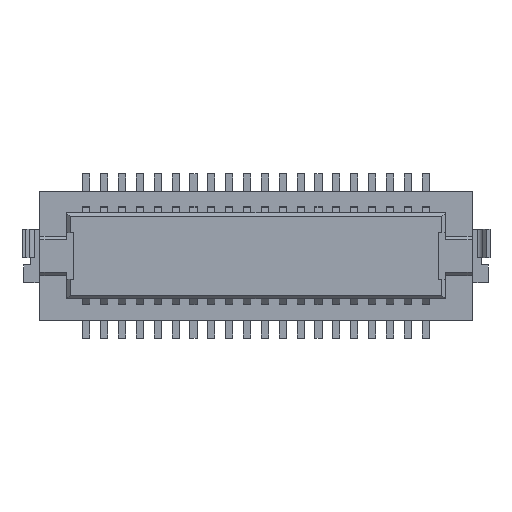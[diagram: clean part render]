
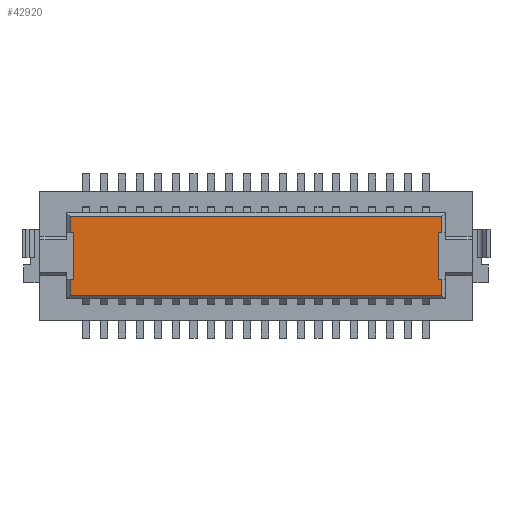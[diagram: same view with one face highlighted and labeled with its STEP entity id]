
A CAD part, top view. The second image highlights one B-rep face of the part: STEP entity #42920.
In plain terms, the highlighted planar face has unit normal (0, 0, 1).
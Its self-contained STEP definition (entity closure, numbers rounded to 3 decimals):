
#41690=CARTESIAN_POINT('',(-2.85,2.6,2.7));
#41700=VERTEX_POINT('',#41690);
#41780=CARTESIAN_POINT('',(7.55,2.6,2.7));
#41790=VERTEX_POINT('',#41780);
#41820=CARTESIAN_POINT('',(-2.85,2.6,2.7));
#41830=DIRECTION('',(1.,0.,0.));
#41840=VECTOR('',#41830,1.);
#41850=LINE('',#41820,#41840);
#41860=EDGE_CURVE('',#41700,#41790,#41850,.T.);
#41980=CARTESIAN_POINT('',(-0.622,0.333,2.7));
#41990=DIRECTION('',(0.,0.,1.));
#42000=DIRECTION('',(1.,0.,0.));
#42010=AXIS2_PLACEMENT_3D('',#41980,#41990,#42000);
#42020=PLANE('',#42010);
#42030=CARTESIAN_POINT('',(-2.85,0.85,2.7));
#42040=DIRECTION('',(0.,-1.,0.));
#42050=VECTOR('',#42040,1.);
#42060=LINE('',#42030,#42050);
#42070=CARTESIAN_POINT('',(-2.85,0.85,2.7));
#42080=VERTEX_POINT('',#42070);
#42090=CARTESIAN_POINT('',(-2.85,0.4,2.7));
#42100=VERTEX_POINT('',#42090);
#42110=EDGE_CURVE('',#42080,#42100,#42060,.T.);
#42120=ORIENTED_EDGE('',*,*,#42110,.T.);
#42130=CARTESIAN_POINT('',(-2.75,0.85,2.7));
#42140=DIRECTION('',(-1.,0.,0.));
#42150=VECTOR('',#42140,1.);
#42160=LINE('',#42130,#42150);
#42170=CARTESIAN_POINT('',(-2.75,0.85,2.7));
#42180=VERTEX_POINT('',#42170);
#42190=EDGE_CURVE('',#42180,#42080,#42160,.T.);
#42200=ORIENTED_EDGE('',*,*,#42190,.T.);
#42210=CARTESIAN_POINT('',(-2.75,2.15,2.7));
#42220=DIRECTION('',(0.,-1.,0.));
#42230=VECTOR('',#42220,1.);
#42240=LINE('',#42210,#42230);
#42250=CARTESIAN_POINT('',(-2.75,2.15,2.7));
#42260=VERTEX_POINT('',#42250);
#42270=EDGE_CURVE('',#42260,#42180,#42240,.T.);
#42280=ORIENTED_EDGE('',*,*,#42270,.T.);
#42290=CARTESIAN_POINT('',(-2.85,2.15,2.7));
#42300=DIRECTION('',(1.,0.,0.));
#42310=VECTOR('',#42300,1.);
#42320=LINE('',#42290,#42310);
#42330=CARTESIAN_POINT('',(-2.85,2.15,2.7));
#42340=VERTEX_POINT('',#42330);
#42350=EDGE_CURVE('',#42340,#42260,#42320,.T.);
#42360=ORIENTED_EDGE('',*,*,#42350,.T.);
#42370=CARTESIAN_POINT('',(-2.85,2.6,2.7));
#42380=DIRECTION('',(0.,-1.,0.));
#42390=VECTOR('',#42380,1.);
#42400=LINE('',#42370,#42390);
#42410=EDGE_CURVE('',#41700,#42340,#42400,.T.);
#42420=ORIENTED_EDGE('',*,*,#42410,.T.);
#42430=ORIENTED_EDGE('',*,*,#41860,.F.);
#42440=CARTESIAN_POINT('',(7.55,2.6,2.7));
#42450=DIRECTION('',(0.,-1.,0.));
#42460=VECTOR('',#42450,1.);
#42470=LINE('',#42440,#42460);
#42480=CARTESIAN_POINT('',(7.55,2.15,2.7));
#42490=VERTEX_POINT('',#42480);
#42500=EDGE_CURVE('',#41790,#42490,#42470,.T.);
#42510=ORIENTED_EDGE('',*,*,#42500,.F.);
#42520=CARTESIAN_POINT('',(7.55,2.15,2.7));
#42530=DIRECTION('',(-1.,0.,0.));
#42540=VECTOR('',#42530,1.);
#42550=LINE('',#42520,#42540);
#42560=CARTESIAN_POINT('',(7.45,2.15,2.7));
#42570=VERTEX_POINT('',#42560);
#42580=EDGE_CURVE('',#42490,#42570,#42550,.T.);
#42590=ORIENTED_EDGE('',*,*,#42580,.F.);
#42600=CARTESIAN_POINT('',(7.45,2.15,2.7));
#42610=DIRECTION('',(0.,-1.,0.));
#42620=VECTOR('',#42610,1.);
#42630=LINE('',#42600,#42620);
#42640=CARTESIAN_POINT('',(7.45,0.85,2.7));
#42650=VERTEX_POINT('',#42640);
#42660=EDGE_CURVE('',#42570,#42650,#42630,.T.);
#42670=ORIENTED_EDGE('',*,*,#42660,.F.);
#42680=CARTESIAN_POINT('',(7.45,0.85,2.7));
#42690=DIRECTION('',(1.,0.,0.));
#42700=VECTOR('',#42690,1.);
#42710=LINE('',#42680,#42700);
#42720=CARTESIAN_POINT('',(7.55,0.85,2.7));
#42730=VERTEX_POINT('',#42720);
#42740=EDGE_CURVE('',#42650,#42730,#42710,.T.);
#42750=ORIENTED_EDGE('',*,*,#42740,.F.);
#42760=CARTESIAN_POINT('',(7.55,0.85,2.7));
#42770=DIRECTION('',(0.,-1.,0.));
#42780=VECTOR('',#42770,1.);
#42790=LINE('',#42760,#42780);
#42800=CARTESIAN_POINT('',(7.55,0.4,2.7));
#42810=VERTEX_POINT('',#42800);
#42820=EDGE_CURVE('',#42730,#42810,#42790,.T.);
#42830=ORIENTED_EDGE('',*,*,#42820,.F.);
#42840=CARTESIAN_POINT('',(7.55,0.4,2.7));
#42850=DIRECTION('',(-1.,0.,0.));
#42860=VECTOR('',#42850,1.);
#42870=LINE('',#42840,#42860);
#42880=EDGE_CURVE('',#42810,#42100,#42870,.T.);
#42890=ORIENTED_EDGE('',*,*,#42880,.F.);
#42900=EDGE_LOOP('',(#42890,#42830,#42750,#42670,#42590,#42510,#42430,
#42420,#42360,#42280,#42200,#42120));
#42910=FACE_OUTER_BOUND('',#42900,.T.);
#42920=ADVANCED_FACE('',(#42910),#42020,.T.);
